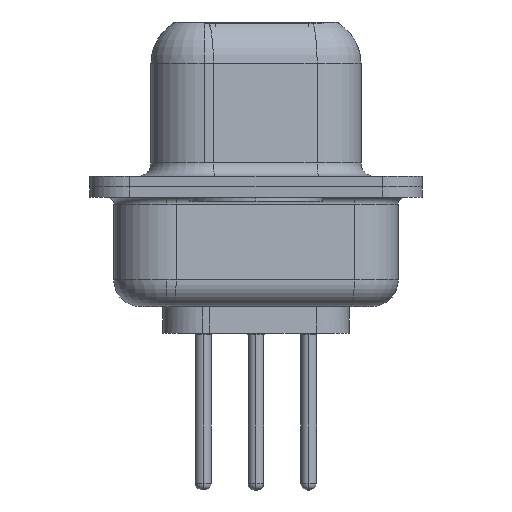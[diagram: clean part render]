
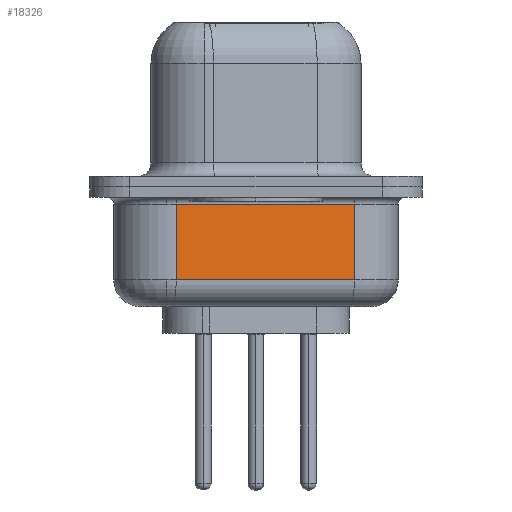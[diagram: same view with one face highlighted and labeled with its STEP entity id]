
A CAD part, left-side view. The second image highlights one B-rep face of the part: STEP entity #18326.
In plain terms, the highlighted planar face has unit normal (-0.985, -0.174, 0).
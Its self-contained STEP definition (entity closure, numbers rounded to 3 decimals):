
#465 = LINE ( 'NONE', #20405, #12349 ) ;
#638 = DIRECTION ( 'NONE',  ( 0., 0., 1. ) ) ;
#1545 = CARTESIAN_POINT ( 'NONE',  ( 2.88, 3.003, -0.65 ) ) ;
#2017 = CARTESIAN_POINT ( 'NONE',  ( 4.062, -3.697, -0.65 ) ) ;
#2084 = EDGE_CURVE ( 'NONE', #21026, #13850, #15639, .T. ) ;
#2949 = EDGE_CURVE ( 'NONE', #21026, #9336, #465, .T. ) ;
#3738 = EDGE_LOOP ( 'NONE', ( #12049, #13106, #16172, #8853 ) ) ;
#4048 = VECTOR ( 'NONE', #11070, 1000. ) ;
#4524 = PLANE ( 'NONE',  #17036 ) ;
#6346 = CARTESIAN_POINT ( 'NONE',  ( 4.062, -3.697, -4.5 ) ) ;
#8827 = VECTOR ( 'NONE', #21051, 1000. ) ;
#8853 = ORIENTED_EDGE ( 'NONE', *, *, #15905, .T. ) ;
#9336 = VERTEX_POINT ( 'NONE', #13045 ) ;
#10856 = DIRECTION ( 'NONE',  ( 0.985, 0.174, 0. ) ) ;
#11070 = DIRECTION ( 'NONE',  ( -0.174, 0.985, 0. ) ) ;
#11078 = DIRECTION ( 'NONE',  ( -0.174, 0.985, 0. ) ) ;
#12049 = ORIENTED_EDGE ( 'NONE', *, *, #2084, .F. ) ;
#12349 = VECTOR ( 'NONE', #15378, 1000. ) ;
#12515 = VERTEX_POINT ( 'NONE', #2017 ) ;
#12615 = FACE_OUTER_BOUND ( 'NONE', #3738, .T. ) ;
#12831 = CARTESIAN_POINT ( 'NONE',  ( 2.88, 3.003, -4.5 ) ) ;
#13045 = CARTESIAN_POINT ( 'NONE',  ( 4.062, -3.697, -3.5 ) ) ;
#13106 = ORIENTED_EDGE ( 'NONE', *, *, #2949, .T. ) ;
#13182 = EDGE_CURVE ( 'NONE', #9336, #12515, #21369, .T. ) ;
#13582 = CARTESIAN_POINT ( 'NONE',  ( 2.88, 3.003, -3.5 ) ) ;
#13850 = VERTEX_POINT ( 'NONE', #13869 ) ;
#13869 = CARTESIAN_POINT ( 'NONE',  ( 2.88, 3.003, -0.65 ) ) ;
#15378 = DIRECTION ( 'NONE',  ( 0.174, -0.985, 0. ) ) ;
#15639 = LINE ( 'NONE', #17503, #19997 ) ;
#15905 = EDGE_CURVE ( 'NONE', #12515, #13850, #16103, .T. ) ;
#16103 = LINE ( 'NONE', #1545, #4048 ) ;
#16172 = ORIENTED_EDGE ( 'NONE', *, *, #13182, .T. ) ;
#17036 = AXIS2_PLACEMENT_3D ( 'NONE', #12831, #10856, #11078 ) ;
#17503 = CARTESIAN_POINT ( 'NONE',  ( 2.88, 3.003, -4.5 ) ) ;
#18326 = ADVANCED_FACE ( 'NONE', ( #12615 ), #4524, .F. ) ;
#19997 = VECTOR ( 'NONE', #638, 1000. ) ;
#20405 = CARTESIAN_POINT ( 'NONE',  ( 2.88, 3.003, -3.5 ) ) ;
#21026 = VERTEX_POINT ( 'NONE', #13582 ) ;
#21051 = DIRECTION ( 'NONE',  ( 0., 0., 1. ) ) ;
#21369 = LINE ( 'NONE', #6346, #8827 ) ;
